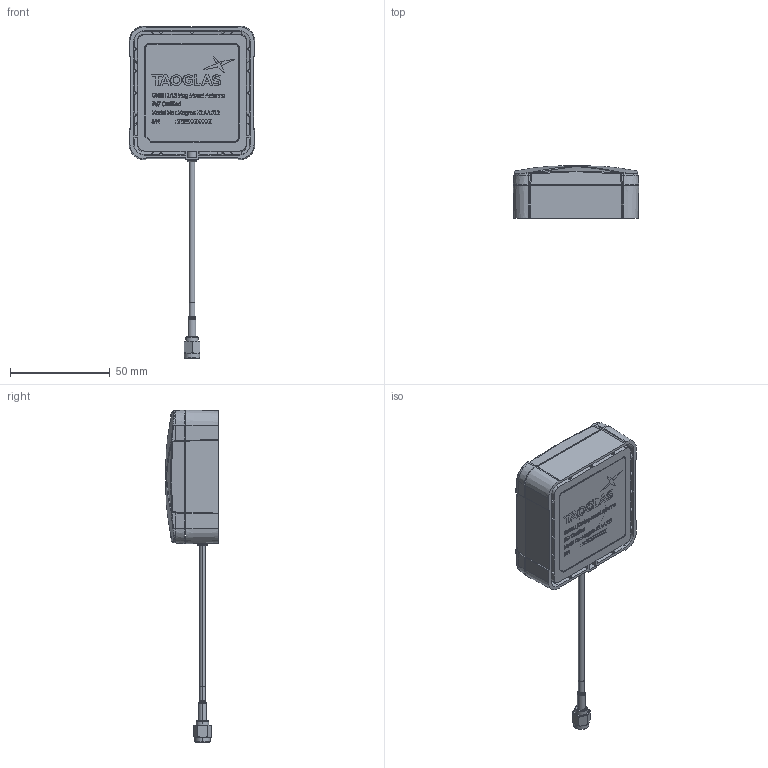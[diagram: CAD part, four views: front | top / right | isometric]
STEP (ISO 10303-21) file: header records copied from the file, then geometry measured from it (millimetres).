
FILE_DESCRIPTION (( 'STEP AP214' ), '1' );
FILE_NAME ('AA.212.201111_Web3D.STEP', '2024-05-16T06:45:34', ( '' ), ( '' ), 'SwSTEP 2.0', 'SolidWorks 2022', '' );
FILE_SCHEMA (( 'AUTOMOTIVE_DESIGN' ));
Length unit declared in the file: millimetre
Products named in the file (1): AA.212.201111_Web3D
Bounding box: 63.19 x 26.5 x 166.8 mm (x, y, z)
Surface area: 24269.6 mm2 (no closed solid volume)
Topology: 0 solids, 87 shells, 469 faces, 2962 edges, 2574 vertices
Faces by surface type: plane 307, bspline 67, cylinder 52, cone 28, torus 15
Entity records: 39420 total; most frequent: CARTESIAN_POINT 16044, ORIENTED_EDGE 3740, EDGE_CURVE 2960, VERTEX_POINT 2574, DIRECTION 2194, B_SPLINE_CURVE_WITH_KNOTS 1701, LINE 1030, VECTOR 1030
